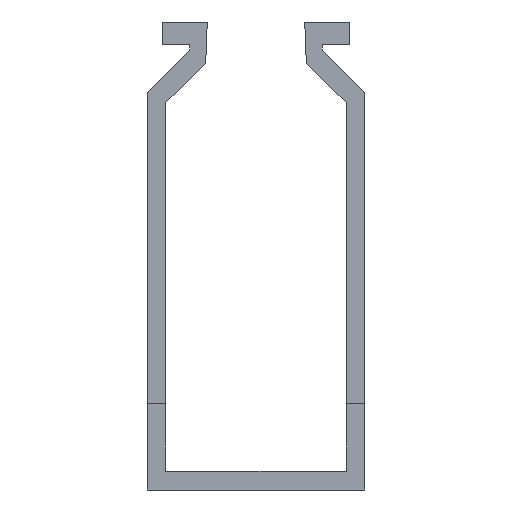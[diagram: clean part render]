
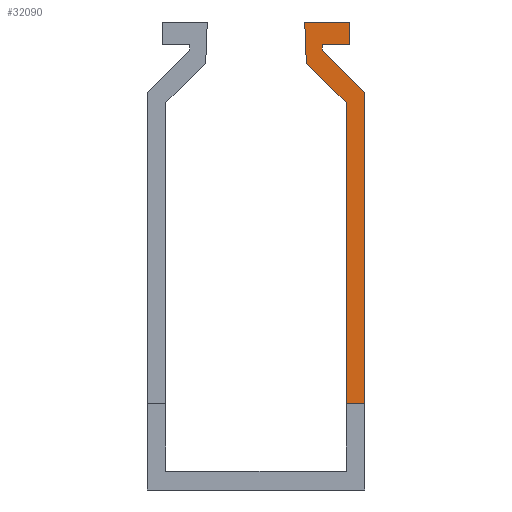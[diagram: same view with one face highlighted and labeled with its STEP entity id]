
A CAD part, front view. The second image highlights one B-rep face of the part: STEP entity #32090.
In plain terms, the highlighted planar face has unit normal (0, -1, 0).
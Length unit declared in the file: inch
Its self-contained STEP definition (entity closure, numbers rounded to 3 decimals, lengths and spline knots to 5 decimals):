
#12204 = EDGE_LOOP ( 'NONE', ( #25020, #25196, #25372, #25042, #25218, #25394, #25064, #25240, #25416, #25086 ) ) ;
#16357 = EDGE_CURVE ( 'NONE', #23443, #23461, #18839, .T. ) ;
#16366 = EDGE_CURVE ( 'NONE', #23465, #23443, #18857, .T. ) ;
#16374 = EDGE_CURVE ( 'NONE', #23457, #23465, #18873, .T. ) ;
#16388 = EDGE_CURVE ( 'NONE', #23453, #23457, #18901, .T. ) ;
#16394 = EDGE_CURVE ( 'NONE', #23454, #23453, #18913, .T. ) ;
#16406 = EDGE_CURVE ( 'NONE', #23463, #23461, #18935, .T. ) ;
#16409 = EDGE_CURVE ( 'NONE', #26217, #23454, #18941, .T. ) ;
#18839 = LINE ( 'NONE', #19897, #18842 ) ;
#18842 = VECTOR ( 'NONE', #19899, 39.37008 ) ;
#18857 = LINE ( 'NONE', #19915, #18860 ) ;
#18860 = VECTOR ( 'NONE', #19916, 39.37008 ) ;
#18873 = LINE ( 'NONE', #19931, #18876 ) ;
#18876 = VECTOR ( 'NONE', #19932, 39.37008 ) ;
#18901 = LINE ( 'NONE', #19959, #18904 ) ;
#18904 = VECTOR ( 'NONE', #19960, 39.37008 ) ;
#18913 = LINE ( 'NONE', #19970, #18916 ) ;
#18916 = VECTOR ( 'NONE', #19972, 39.37008 ) ;
#18935 = LINE ( 'NONE', #19997, #18938 ) ;
#18938 = VECTOR ( 'NONE', #19999, 39.37008 ) ;
#18941 = LINE ( 'NONE', #20003, #18944 ) ;
#18944 = VECTOR ( 'NONE', #20004, 39.37008 ) ;
#19897 = CARTESIAN_POINT ( 'NONE',  ( -0.02349, 0.156, 1.90461 ) ) ;
#19899 = DIRECTION ( 'NONE',  ( -1., 0., 0. ) ) ;
#19915 = CARTESIAN_POINT ( 'NONE',  ( 0.40078, 0.156, 0.36966 ) ) ;
#19916 = DIRECTION ( 'NONE',  ( 0., 0., -1. ) ) ;
#19931 = CARTESIAN_POINT ( 'NONE',  ( -0.02349, 0.156, 2. ) ) ;
#19932 = DIRECTION ( 'NONE',  ( 1., 0., 0. ) ) ;
#19959 = CARTESIAN_POINT ( 'NONE',  ( 0.21517, 0.156, 1.82423 ) ) ;
#19960 = DIRECTION ( 'NONE',  ( -0.038, 0., 0.999 ) ) ;
#19970 = CARTESIAN_POINT ( 'NONE',  ( 0.38515, 0.156, 1.65633 ) ) ;
#19972 = DIRECTION ( 'NONE',  ( -0.711, 0., 0.703 ) ) ;
#19997 = CARTESIAN_POINT ( 'NONE',  ( 0.28339, 0.156, 1.90461 ) ) ;
#19999 = DIRECTION ( 'NONE',  ( 0., 0., 1. ) ) ;
#20003 = CARTESIAN_POINT ( 'NONE',  ( 0.38501, 0.156, 0.08 ) ) ;
#20004 = DIRECTION ( 'NONE',  ( 0., 0., 1. ) ) ;
#20766 = EDGE_CURVE ( 'NONE', #26217, #26193, #36245, .T. ) ;
#20768 = EDGE_CURVE ( 'NONE', #26196, #26193, #36247, .T. ) ;
#20772 = EDGE_CURVE ( 'NONE', #23463, #26196, #36251, .T. ) ;
#23443 = VERTEX_POINT ( 'NONE', #37888 ) ;
#23453 = VERTEX_POINT ( 'NONE', #37893 ) ;
#23454 = VERTEX_POINT ( 'NONE', #37894 ) ;
#23457 = VERTEX_POINT ( 'NONE', #37896 ) ;
#23461 = VERTEX_POINT ( 'NONE', #37898 ) ;
#23463 = VERTEX_POINT ( 'NONE', #37899 ) ;
#23465 = VERTEX_POINT ( 'NONE', #37900 ) ;
#25020 = ORIENTED_EDGE ( 'NONE', *, *, #20768, .F. ) ;
#25042 = ORIENTED_EDGE ( 'NONE', *, *, #16357, .F. ) ;
#25064 = ORIENTED_EDGE ( 'NONE', *, *, #16388, .F. ) ;
#25086 = ORIENTED_EDGE ( 'NONE', *, *, #20766, .T. ) ;
#25196 = ORIENTED_EDGE ( 'NONE', *, *, #20772, .F. ) ;
#25218 = ORIENTED_EDGE ( 'NONE', *, *, #16366, .F. ) ;
#25240 = ORIENTED_EDGE ( 'NONE', *, *, #16394, .F. ) ;
#25372 = ORIENTED_EDGE ( 'NONE', *, *, #16406, .T. ) ;
#25394 = ORIENTED_EDGE ( 'NONE', *, *, #16374, .F. ) ;
#25416 = ORIENTED_EDGE ( 'NONE', *, *, #16409, .F. ) ;
#26193 = VERTEX_POINT ( 'NONE', #40049 ) ;
#26196 = VERTEX_POINT ( 'NONE', #40052 ) ;
#26217 = VERTEX_POINT ( 'NONE', #40069 ) ;
#29246 = FACE_OUTER_BOUND ( 'NONE', #12204, .T. ) ;
#29714 = AXIS2_PLACEMENT_3D ( 'NONE', #30381, #30390, #30391 ) ;
#30381 = CARTESIAN_POINT ( 'NONE',  ( -0.02349, 0.156, 0.36966 ) ) ;
#30388 = PLANE ( 'NONE',  #29714 ) ;
#30390 = DIRECTION ( 'NONE',  ( 0., 1., 0. ) ) ;
#30391 = DIRECTION ( 'NONE',  ( 0., 0., 1. ) ) ;
#32090 = ADVANCED_FACE ( 'NONE', ( #29246 ), #30388, .F. ) ;
#35544 = CARTESIAN_POINT ( 'NONE',  ( -0.02349, 0.156, 0.36966 ) ) ;
#35545 = DIRECTION ( 'NONE',  ( 1., 0., 0. ) ) ;
#35546 = CARTESIAN_POINT ( 'NONE',  ( 0.465, 0.156, 0. ) ) ;
#35547 = DIRECTION ( 'NONE',  ( 0., 0., -1. ) ) ;
#35550 = CARTESIAN_POINT ( 'NONE',  ( 0.28339, 0.156, 1.87923 ) ) ;
#35551 = DIRECTION ( 'NONE',  ( 0.711, 0., -0.703 ) ) ;
#36245 = LINE ( 'NONE', #35544, #36248 ) ;
#36247 = LINE ( 'NONE', #35546, #36250 ) ;
#36248 = VECTOR ( 'NONE', #35545, 39.37008 ) ;
#36250 = VECTOR ( 'NONE', #35547, 39.37008 ) ;
#36251 = LINE ( 'NONE', #35550, #36254 ) ;
#36254 = VECTOR ( 'NONE', #35551, 39.37008 ) ;
#37888 = CARTESIAN_POINT ( 'NONE',  ( 0.40078, 0.156, 1.90461 ) ) ;
#37893 = CARTESIAN_POINT ( 'NONE',  ( 0.21517, 0.156, 1.82423 ) ) ;
#37894 = CARTESIAN_POINT ( 'NONE',  ( 0.38515, 0.156, 1.65633 ) ) ;
#37896 = CARTESIAN_POINT ( 'NONE',  ( 0.20842, 0.156, 2. ) ) ;
#37898 = CARTESIAN_POINT ( 'NONE',  ( 0.28339, 0.156, 1.90461 ) ) ;
#37899 = CARTESIAN_POINT ( 'NONE',  ( 0.28339, 0.156, 1.87923 ) ) ;
#37900 = CARTESIAN_POINT ( 'NONE',  ( 0.40078, 0.156, 2. ) ) ;
#40049 = CARTESIAN_POINT ( 'NONE',  ( 0.46503, 0.156, 0.36963 ) ) ;
#40052 = CARTESIAN_POINT ( 'NONE',  ( 0.46515, 0.156, 1.6997 ) ) ;
#40069 = CARTESIAN_POINT ( 'NONE',  ( 0.38503, 0.156, 0.36964 ) ) ;
